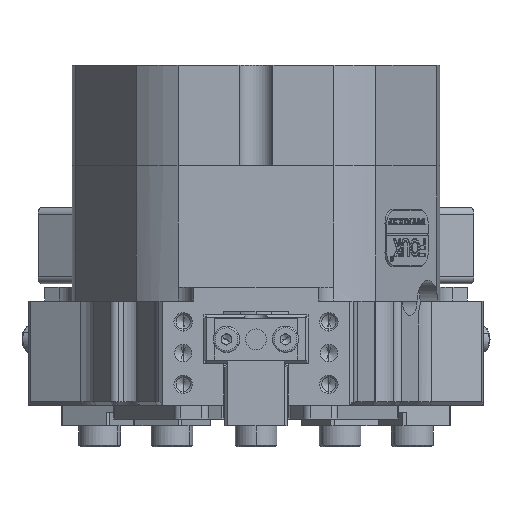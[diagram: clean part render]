
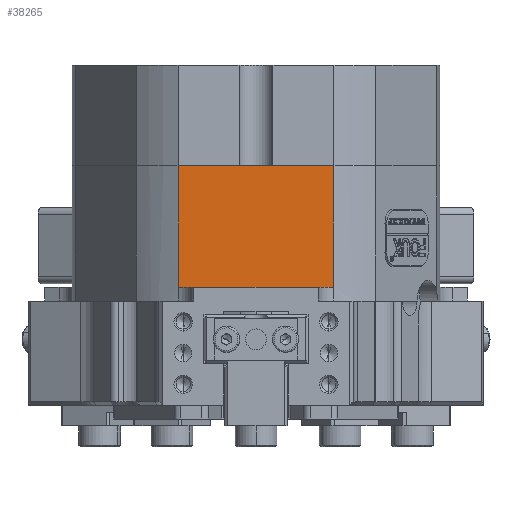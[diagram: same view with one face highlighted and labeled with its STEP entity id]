
A CAD part, left-side view. The second image highlights one B-rep face of the part: STEP entity #38265.
In plain terms, the highlighted planar face has unit normal (-1, 0, 0).
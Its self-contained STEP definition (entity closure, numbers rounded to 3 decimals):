
#582 = EDGE_CURVE ( 'NONE', #22511, #37136, #26328, .T. ) ;
#1511 = PLANE ( 'NONE',  #8535 ) ;
#6907 = EDGE_LOOP ( 'NONE', ( #30917, #33942, #34807, #22286 ) ) ;
#7020 = EDGE_CURVE ( 'NONE', #37136, #29430, #27736, .T. ) ;
#8535 = AXIS2_PLACEMENT_3D ( 'NONE', #26015, #38223, #20090 ) ;
#8758 = CARTESIAN_POINT ( 'NONE',  ( -24., 0., 19.5 ) ) ;
#10596 = CARTESIAN_POINT ( 'NONE',  ( -24., -11.236, 19.5 ) ) ;
#11567 = CARTESIAN_POINT ( 'NONE',  ( -24., -11.236, 2. ) ) ;
#13877 = VERTEX_POINT ( 'NONE', #10596 ) ;
#16865 = DIRECTION ( 'NONE',  ( 0., 0., -1. ) ) ;
#17126 = CARTESIAN_POINT ( 'NONE',  ( -24., 11.236, 2. ) ) ;
#18307 = DIRECTION ( 'NONE',  ( 0., -1., 0. ) ) ;
#20090 = DIRECTION ( 'NONE',  ( 0., -1., 0. ) ) ;
#22286 = ORIENTED_EDGE ( 'NONE', *, *, #7020, .F. ) ;
#22511 = VERTEX_POINT ( 'NONE', #11567 ) ;
#22578 = CARTESIAN_POINT ( 'NONE',  ( -24., -11.236, -15. ) ) ;
#22833 = VECTOR ( 'NONE', #18307, 1000. ) ;
#23002 = VECTOR ( 'NONE', #29813, 1000. ) ;
#25358 = DIRECTION ( 'NONE',  ( 0., 1., 0. ) ) ;
#26015 = CARTESIAN_POINT ( 'NONE',  ( -24., 24.502, 50. ) ) ;
#26328 = LINE ( 'NONE', #28545, #38645 ) ;
#27180 = CARTESIAN_POINT ( 'NONE',  ( -24., 11.236, -15. ) ) ;
#27736 = LINE ( 'NONE', #27180, #23002 ) ;
#28545 = CARTESIAN_POINT ( 'NONE',  ( -24., 9., 2. ) ) ;
#29430 = VERTEX_POINT ( 'NONE', #32774 ) ;
#29560 = EDGE_CURVE ( 'NONE', #29430, #13877, #29919, .T. ) ;
#29813 = DIRECTION ( 'NONE',  ( 0., 0., 1. ) ) ;
#29919 = LINE ( 'NONE', #8758, #22833 ) ;
#30917 = ORIENTED_EDGE ( 'NONE', *, *, #582, .F. ) ;
#30927 = LINE ( 'NONE', #22578, #32825 ) ;
#31094 = FACE_OUTER_BOUND ( 'NONE', #6907, .T. ) ;
#32702 = EDGE_CURVE ( 'NONE', #13877, #22511, #30927, .T. ) ;
#32774 = CARTESIAN_POINT ( 'NONE',  ( -24., 11.236, 19.5 ) ) ;
#32825 = VECTOR ( 'NONE', #16865, 1000. ) ;
#33942 = ORIENTED_EDGE ( 'NONE', *, *, #32702, .F. ) ;
#34807 = ORIENTED_EDGE ( 'NONE', *, *, #29560, .F. ) ;
#37136 = VERTEX_POINT ( 'NONE', #17126 ) ;
#38223 = DIRECTION ( 'NONE',  ( -1., 0., 0. ) ) ;
#38265 = ADVANCED_FACE ( 'NONE', ( #31094 ), #1511, .T. ) ;
#38645 = VECTOR ( 'NONE', #25358, 1000. ) ;
